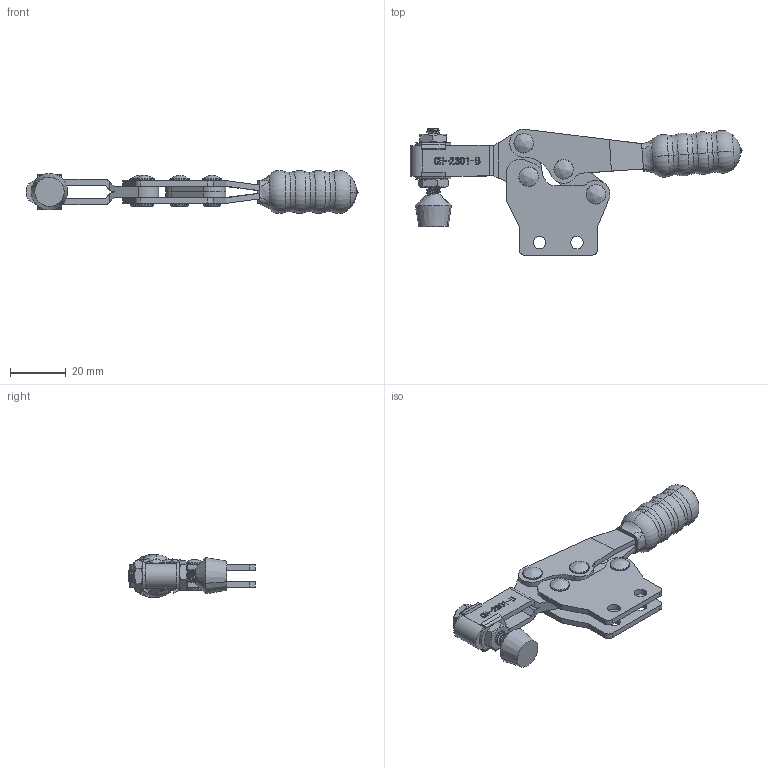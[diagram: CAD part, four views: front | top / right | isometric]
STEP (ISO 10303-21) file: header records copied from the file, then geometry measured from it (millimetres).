
FILE_DESCRIPTION (( 'STEP AP203' ), '1' );
FILE_NAME ('CH-2301-B.STEP', '2017-11-14T03:10:05', ( 'Windows' ), ( 'Microsoft' ), 'SwSTEP 2.0', 'SolidWorks 2015', '' );
FILE_SCHEMA (( 'CONFIG_CONTROL_DESIGN' ));
Length unit declared in the file: millimetre
Products named in the file (10): CH-FC-10138____1; 10138-02____1; CH-2301-B-02___; CH-2301-B-01___; CH-2300-04____1; 2300綵竄杶; FW100____1; CH-2301-B; CH-2300-03____1; CH-2300-05____1
Assembly tree (14 placements, depth 2):
  CH-2301-B
    FW100____1  x2
    CH-2300-03____1
    CH-2300-05____1  x4
    CH-FC-10138____1
    10138-02____1  x2
    CH-2301-B-02___
    CH-2301-B-01___
    CH-2300-04____1
    2300綵竄杶
Bounding box: 118.81 x 45.32 x 15.39 mm (x, y, z)
Volume: 16929.5 mm3; surface area: 17367.1 mm2
Topology: 16 solids, 17 shells, 753 faces, 1984 edges, 1290 vertices
Faces by surface type: plane 269, bspline 246, cylinder 185, cone 27, torus 22, sphere 4
Entity records: 41745 total; most frequent: CARTESIAN_POINT 25863, ORIENTED_EDGE 3458, DIRECTION 2385, EDGE_CURVE 1729, VERTEX_POINT 1139, VECTOR 909, LINE 909, AXIS2_PLACEMENT_3D 738
